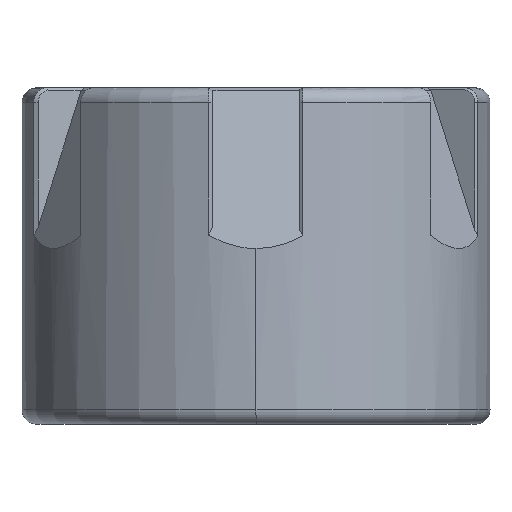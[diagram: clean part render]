
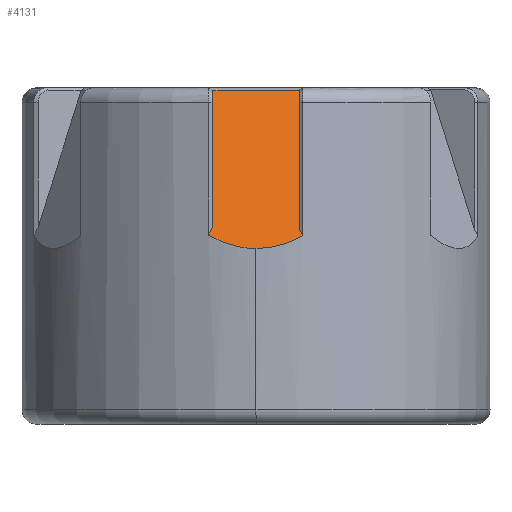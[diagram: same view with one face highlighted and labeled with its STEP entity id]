
A CAD part, left-side view. The second image highlights one B-rep face of the part: STEP entity #4131.
In plain terms, the highlighted planar face has unit normal (-0.94, 0, 0.342).
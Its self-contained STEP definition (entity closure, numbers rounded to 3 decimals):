
#70 = EDGE_CURVE ( 'NONE', #4165, #4206, #1310, .T. ) ;
#118 = EDGE_CURVE ( 'NONE', #4206, #4320, #1332, .T. ) ;
#337 = CARTESIAN_POINT ( 'NONE',  ( -6.017, 1.553, -0.047 ) ) ;
#338 = CARTESIAN_POINT ( 'NONE',  ( -6., -1.5, 0. ) ) ;
#351 = DIRECTION ( 'NONE',  ( 0.342, 0., 0.94 ) ) ;
#352 = DIRECTION ( 'NONE',  ( -0.249, -0.685, -0.685 ) ) ;
#592 = DIRECTION ( 'NONE',  ( -0.315, 0.387, -0.866 ) ) ;
#616 = CARTESIAN_POINT ( 'NONE',  ( -6.26, -0.312, -0.715 ) ) ;
#972 = CARTESIAN_POINT ( 'NONE',  ( -7.834, 1.62, -5.039 ) ) ;
#1031 = CARTESIAN_POINT ( 'NONE',  ( -8., 0., -5.495 ) ) ;
#1043 = CARTESIAN_POINT ( 'NONE',  ( -7.839, -1.598, -5.052 ) ) ;
#1065 = CARTESIAN_POINT ( 'NONE',  ( -7.736, 1.5, -4.77 ) ) ;
#1072 = CARTESIAN_POINT ( 'NONE',  ( -6.034, 1.506, -0.094 ) ) ;
#1111 = CARTESIAN_POINT ( 'NONE',  ( -6.036, 1.5, -0.1 ) ) ;
#1114 = CARTESIAN_POINT ( 'NONE',  ( -6.034, -1.5, -0.094 ) ) ;
#1130 = CARTESIAN_POINT ( 'NONE',  ( -7.773, -1.5, -4.87 ) ) ;
#1145 = CARTESIAN_POINT ( 'NONE',  ( -5.946, 1.188, 0.148 ) ) ;
#1148 = DIRECTION ( 'NONE',  ( 0.305, 0.45, 0.839 ) ) ;
#1175 = DIRECTION ( 'NONE',  ( 0.342, 0., 0.94 ) ) ;
#1189 = CARTESIAN_POINT ( 'NONE',  ( -6.034, 1.5, -0.094 ) ) ;
#1196 = DIRECTION ( 'NONE',  ( 0., 1., 0. ) ) ;
#1201 = CARTESIAN_POINT ( 'NONE',  ( -6., 1.5, 0. ) ) ;
#1310 =( BOUNDED_CURVE ( )  B_SPLINE_CURVE ( 3, ( #2051, #2054, #2079, #2078 ),
 .UNSPECIFIED., .F., .T. ) 
 B_SPLINE_CURVE_WITH_KNOTS ( ( 4, 4 ),
 ( 6.079, 6.283 ),
 .UNSPECIFIED. ) 
 CURVE ( )  GEOMETRIC_REPRESENTATION_ITEM ( )  RATIONAL_B_SPLINE_CURVE ( ( 1., 0.997, 0.997, 1. ) ) 
 REPRESENTATION_ITEM ( '' )  );
#1332 =( BOUNDED_CURVE ( )  B_SPLINE_CURVE ( 3, ( #2389, #2409, #2421, #2386 ),
 .UNSPECIFIED., .F., .T. ) 
 B_SPLINE_CURVE_WITH_KNOTS ( ( 4, 4 ),
 ( 0., 0.201 ),
 .UNSPECIFIED. ) 
 CURVE ( )  GEOMETRIC_REPRESENTATION_ITEM ( )  RATIONAL_B_SPLINE_CURVE ( ( 1., 0.997, 0.997, 1. ) ) 
 REPRESENTATION_ITEM ( '' )  );
#2051 = CARTESIAN_POINT ( 'NONE',  ( -7.834, 1.62, -5.039 ) ) ;
#2054 = CARTESIAN_POINT ( 'NONE',  ( -7.945, 1.087, -5.343 ) ) ;
#2078 = CARTESIAN_POINT ( 'NONE',  ( -8., 0., -5.495 ) ) ;
#2079 = CARTESIAN_POINT ( 'NONE',  ( -8., 0.545, -5.495 ) ) ;
#2386 = CARTESIAN_POINT ( 'NONE',  ( -7.839, -1.598, -5.052 ) ) ;
#2389 = CARTESIAN_POINT ( 'NONE',  ( -8., 0., -5.495 ) ) ;
#2409 = CARTESIAN_POINT ( 'NONE',  ( -8., -0.537, -5.495 ) ) ;
#2421 = CARTESIAN_POINT ( 'NONE',  ( -7.946, -1.071, -5.347 ) ) ;
#2537 = VECTOR ( 'NONE', #351, 1000. ) ;
#2542 = VECTOR ( 'NONE', #1196, 1000. ) ;
#2544 = LINE ( 'NONE', #337, #2576 ) ;
#2558 = LINE ( 'NONE', #338, #2537 ) ;
#2576 = VECTOR ( 'NONE', #352, 1000. ) ;
#2624 = LINE ( 'NONE', #616, #2638 ) ;
#2638 = VECTOR ( 'NONE', #592, 1000. ) ;
#2999 = LINE ( 'NONE', #1201, #3011 ) ;
#3002 = LINE ( 'NONE', #1145, #3008 ) ;
#3008 = VECTOR ( 'NONE', #1148, 1000. ) ;
#3011 = VECTOR ( 'NONE', #1175, 1000. ) ;
#3036 = FACE_OUTER_BOUND ( 'NONE', #3959, .T. ) ;
#3045 = LINE ( 'NONE', #1189, #2542 ) ;
#3497 = ORIENTED_EDGE ( 'NONE', *, *, #4751, .T. ) ;
#3506 = ORIENTED_EDGE ( 'NONE', *, *, #4773, .T. ) ;
#3511 = ORIENTED_EDGE ( 'NONE', *, *, #4935, .T. ) ;
#3519 = ORIENTED_EDGE ( 'NONE', *, *, #4759, .F. ) ;
#3525 = ORIENTED_EDGE ( 'NONE', *, *, #70, .T. ) ;
#3550 = ORIENTED_EDGE ( 'NONE', *, *, #4813, .T. ) ;
#3551 = ORIENTED_EDGE ( 'NONE', *, *, #118, .T. ) ;
#3555 = ORIENTED_EDGE ( 'NONE', *, *, #4807, .T. ) ;
#3959 = EDGE_LOOP ( 'NONE', ( #3555, #3506, #3550, #3519, #3511, #3525, #3551, #3497 ) ) ;
#4131 = ADVANCED_FACE ( 'NONE', ( #3036 ), #4655, .F. ) ;
#4165 = VERTEX_POINT ( 'NONE', #972 ) ;
#4206 = VERTEX_POINT ( 'NONE', #1031 ) ;
#4282 = VERTEX_POINT ( 'NONE', #1072 ) ;
#4293 = VERTEX_POINT ( 'NONE', #1065 ) ;
#4320 = VERTEX_POINT ( 'NONE', #1043 ) ;
#4340 = VERTEX_POINT ( 'NONE', #1111 ) ;
#4342 = VERTEX_POINT ( 'NONE', #1114 ) ;
#4356 = VERTEX_POINT ( 'NONE', #1130 ) ;
#4655 = PLANE ( 'NONE',  #6353 ) ;
#4679 = DIRECTION ( 'NONE',  ( 0.94, 0., -0.342 ) ) ;
#4691 = DIRECTION ( 'NONE',  ( -0.342, 0., -0.94 ) ) ;
#4696 = CARTESIAN_POINT ( 'NONE',  ( -6., 1.5, 0. ) ) ;
#4751 = EDGE_CURVE ( 'NONE', #4320, #4356, #3002, .T. ) ;
#4759 = EDGE_CURVE ( 'NONE', #4293, #4340, #2999, .T. ) ;
#4773 = EDGE_CURVE ( 'NONE', #4342, #4282, #3045, .T. ) ;
#4807 = EDGE_CURVE ( 'NONE', #4356, #4342, #2558, .T. ) ;
#4813 = EDGE_CURVE ( 'NONE', #4282, #4340, #2544, .T. ) ;
#4935 = EDGE_CURVE ( 'NONE', #4293, #4165, #2624, .T. ) ;
#6353 = AXIS2_PLACEMENT_3D ( 'NONE', #4696, #4679, #4691 ) ;
